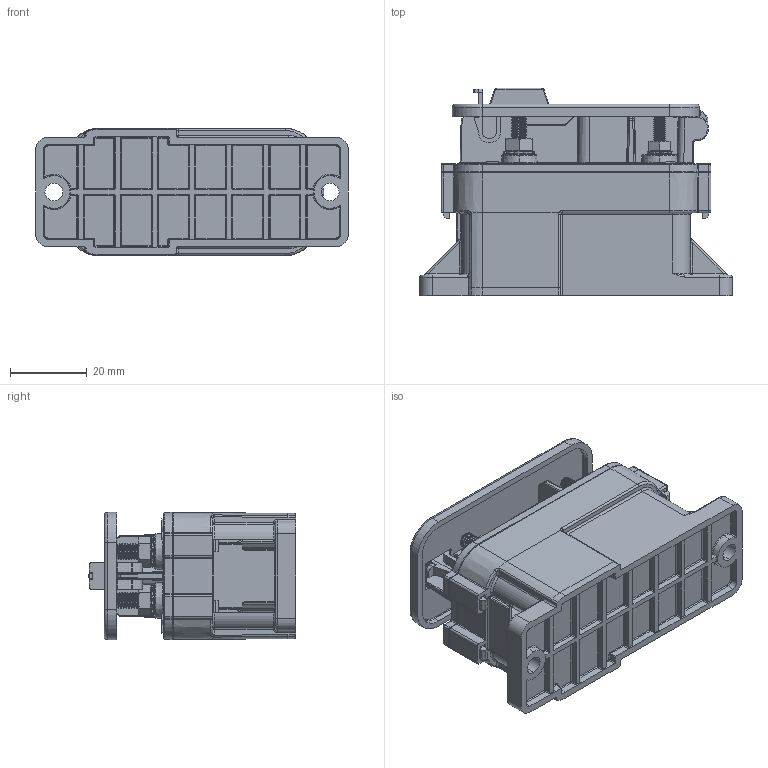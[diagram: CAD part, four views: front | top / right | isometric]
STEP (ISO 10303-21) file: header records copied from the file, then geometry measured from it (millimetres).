
FILE_DESCRIPTION (( 'STEP AP214' ), '1' );
FILE_NAME ('P115_step_091914.STEP', '2014-09-19T16:57:30', ( 'User' ), ( '' ), 'SwSTEP 2.0', 'SolidWorks 2014', '' );
FILE_SCHEMA (( 'AUTOMOTIVE_DESIGN' ));
Length unit declared in the file: inch
Products named in the file (1): P115_step_091914
Bounding box: 81.28 x 53.95 x 33.14 mm (x, y, z)
Volume: 27706.4 mm3; surface area: 35477.2 mm2
Topology: 11 solids, 11 shells, 2890 faces, 7154 edges, 4340 vertices
Faces by surface type: plane 1153, cylinder 893, bspline 271, cone 267, torus 190, sphere 116
Entity records: 145431 total; most frequent: CARTESIAN_POINT 43057, ORIENTED_EDGE 14072, DIRECTION 12868, EDGE_CURVE 7036, AXIS2_PLACEMENT_3D 4800, VERTEX_POINT 4340, VECTOR 3268, LINE 3268
